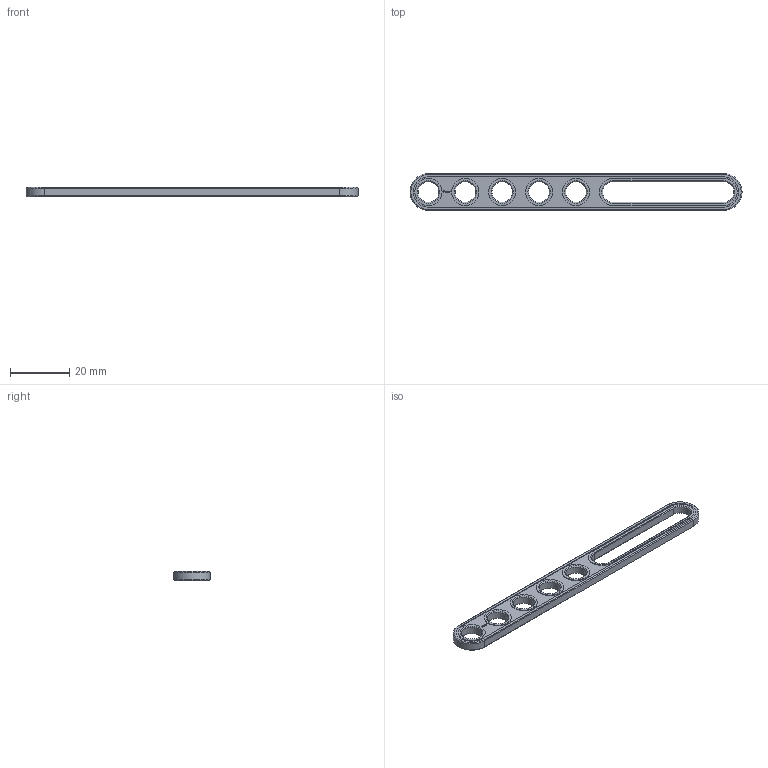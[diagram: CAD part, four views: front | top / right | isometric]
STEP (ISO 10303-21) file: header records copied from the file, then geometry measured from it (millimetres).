
FILE_DESCRIPTION(('FreeCAD Model'),'2;1');
FILE_NAME('Open CASCADE Shape Model','2021-02-25T21:13:56',( 'Paulo Kiefe'),('STEMFIE.org'),'Open CASCADE STEP processor 7.4', 'FreeCAD','Unknown');
FILE_SCHEMA(('AUTOMOTIVE_DESIGN { 1 0 10303 214 1 1 1 1 }'));
Length unit declared in the file: millimetre
Products named in the file (1): Brace_STR_SLT_SE_ERR_-_BU09x01x00.25x04_SPN-BRC-0145_(stemfie.org)
Bounding box: 112.5 x 12.5 x 3.12 mm (x, y, z)
Volume: 2633.5 mm3; surface area: 3094.5 mm2
Topology: 1 solids, 1 shells, 552 faces, 1509 edges, 999 vertices
Faces by surface type: plane 350, extrusion 166, cone 18, cylinder 18
Full cylindrical faces by diameter (mm): 7 x5, 9.2 x5
Entity records: 38205 total; most frequent: CARTESIAN_POINT 9202, DIRECTION 4681, VECTOR 3763, LINE 3597, ORIENTED_EDGE 3018, PCURVE 3018, DEFINITIONAL_REPRESENTATION 3018, EDGE_CURVE 1509
